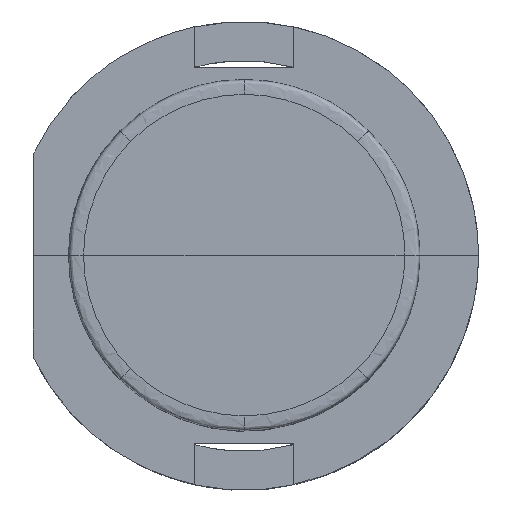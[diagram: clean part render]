
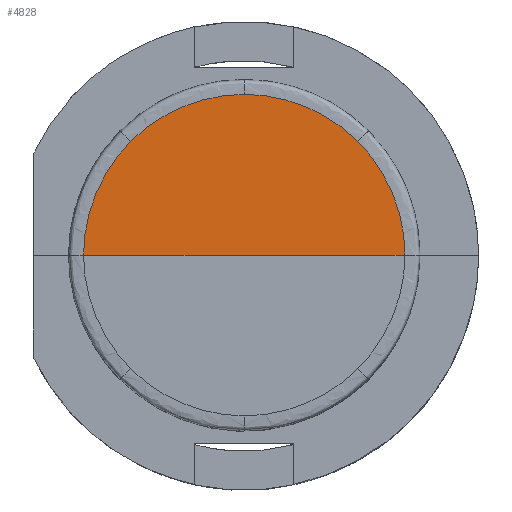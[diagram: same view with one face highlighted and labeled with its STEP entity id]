
A CAD part, top view. The second image highlights one B-rep face of the part: STEP entity #4828.
In plain terms, the highlighted planar face has unit normal (0, 0, 1).
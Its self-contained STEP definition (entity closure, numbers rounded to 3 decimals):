
#3052 = VERTEX_POINT('',#3053);
#3053 = CARTESIAN_POINT('',(4.116,0.,13.));
#3269 = VERTEX_POINT('',#3270);
#3270 = CARTESIAN_POINT('',(-4.116,0.,13.));
#3766 = EDGE_CURVE('',#3269,#3767,#3769,.T.);
#3767 = VERTEX_POINT('',#3768);
#3768 = CARTESIAN_POINT('',(0.,0.,13.));
#3769 = LINE('',#3770,#3771);
#3770 = CARTESIAN_POINT('',(-4.116,0.,13.));
#3771 = VECTOR('',#3772,1.);
#3772 = DIRECTION('',(1.,0.,0.));
#3778 = EDGE_CURVE('',#3767,#3052,#3779,.T.);
#3779 = LINE('',#3780,#3781);
#3780 = CARTESIAN_POINT('',(0.,0.,13.));
#3781 = VECTOR('',#3782,1.);
#3782 = DIRECTION('',(1.,0.,0.));
#4193 = EDGE_CURVE('',#4194,#3052,#4196,.T.);
#4194 = VERTEX_POINT('',#4195);
#4195 = CARTESIAN_POINT('',(2.91,2.91,13.));
#4196 = B_SPLINE_CURVE_WITH_KNOTS('',5,(#4197,#4198,#4199,#4200,#4201,
    #4202),.UNSPECIFIED.,.F.,.F.,(6,6),(0.,0.34),
  .PIECEWISE_BEZIER_KNOTS.);
#4197 = CARTESIAN_POINT('',(2.91,2.91,13.));
#4198 = CARTESIAN_POINT('',(3.367,2.453,13.));
#4199 = CARTESIAN_POINT('',(3.728,1.901,13.));
#4200 = CARTESIAN_POINT('',(3.98,1.292,
    13.));
#4201 = CARTESIAN_POINT('',(4.116,0.646,13.));
#4202 = CARTESIAN_POINT('',(4.116,0.,13.));
#4265 = EDGE_CURVE('',#4266,#4194,#4268,.T.);
#4266 = VERTEX_POINT('',#4267);
#4267 = CARTESIAN_POINT('',(0.,4.116,13.));
#4268 = B_SPLINE_CURVE_WITH_KNOTS('',5,(#4269,#4270,#4271,#4272,#4273,
    #4274),.UNSPECIFIED.,.F.,.F.,(6,6),(0.,0.34),
  .PIECEWISE_BEZIER_KNOTS.);
#4269 = CARTESIAN_POINT('',(0.,4.116,13.));
#4270 = CARTESIAN_POINT('',(0.646,4.116,13.));
#4271 = CARTESIAN_POINT('',(1.292,3.98,13.));
#4272 = CARTESIAN_POINT('',(1.901,3.728,13.));
#4273 = CARTESIAN_POINT('',(2.453,3.367,13.));
#4274 = CARTESIAN_POINT('',(2.91,2.91,13.));
#4337 = EDGE_CURVE('',#4338,#4266,#4340,.T.);
#4338 = VERTEX_POINT('',#4339);
#4339 = CARTESIAN_POINT('',(-2.91,2.91,13.));
#4340 = B_SPLINE_CURVE_WITH_KNOTS('',5,(#4341,#4342,#4343,#4344,#4345,
    #4346),.UNSPECIFIED.,.F.,.F.,(6,6),(0.,0.34),
  .PIECEWISE_BEZIER_KNOTS.);
#4341 = CARTESIAN_POINT('',(-2.91,2.91,13.));
#4342 = CARTESIAN_POINT('',(-2.453,3.367,13.));
#4343 = CARTESIAN_POINT('',(-1.901,3.728,13.));
#4344 = CARTESIAN_POINT('',(-1.292,3.98,13.));
#4345 = CARTESIAN_POINT('',(-0.646,4.116,13.));
#4346 = CARTESIAN_POINT('',(0.,4.116,13.));
#4409 = EDGE_CURVE('',#3269,#4338,#4410,.T.);
#4410 = B_SPLINE_CURVE_WITH_KNOTS('',5,(#4411,#4412,#4413,#4414,#4415,
    #4416),.UNSPECIFIED.,.F.,.F.,(6,6),(0.,0.34),
  .PIECEWISE_BEZIER_KNOTS.);
#4411 = CARTESIAN_POINT('',(-4.116,0.,13.));
#4412 = CARTESIAN_POINT('',(-4.116,0.646,13.));
#4413 = CARTESIAN_POINT('',(-3.98,1.292,13.));
#4414 = CARTESIAN_POINT('',(-3.728,1.901,13.));
#4415 = CARTESIAN_POINT('',(-3.367,2.453,13.));
#4416 = CARTESIAN_POINT('',(-2.91,2.91,13.));
#4828 = ADVANCED_FACE('',(#4829),#4837,.F.);
#4829 = FACE_BOUND('',#4830,.T.);
#4830 = EDGE_LOOP('',(#4831,#4832,#4833,#4834,#4835,#4836));
#4831 = ORIENTED_EDGE('',*,*,#4409,.F.);
#4832 = ORIENTED_EDGE('',*,*,#3766,.T.);
#4833 = ORIENTED_EDGE('',*,*,#3778,.T.);
#4834 = ORIENTED_EDGE('',*,*,#4193,.F.);
#4835 = ORIENTED_EDGE('',*,*,#4265,.F.);
#4836 = ORIENTED_EDGE('',*,*,#4337,.F.);
#4837 = PLANE('',#4838);
#4838 = AXIS2_PLACEMENT_3D('',#4839,#4840,#4841);
#4839 = CARTESIAN_POINT('',(0.,0.,13.));
#4840 = DIRECTION('',(0.,0.,-1.));
#4841 = DIRECTION('',(-1.,0.,0.));
